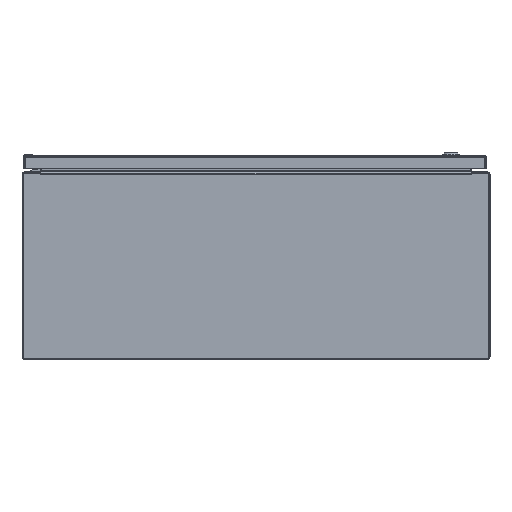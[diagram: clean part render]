
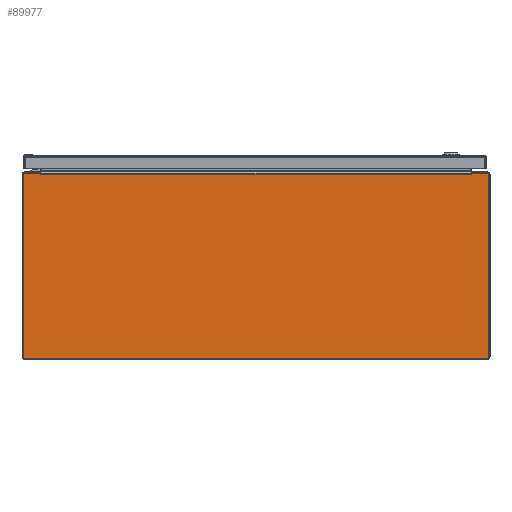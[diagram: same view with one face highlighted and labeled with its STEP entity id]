
A CAD part, front view. The second image highlights one B-rep face of the part: STEP entity #89977.
In plain terms, the highlighted planar face has unit normal (0, -1, 0).
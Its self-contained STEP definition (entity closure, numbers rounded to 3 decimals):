
#486 = CARTESIAN_POINT ( 'NONE',  ( 13.828, -24., 5.937 ) ) ;
#1949 = VERTEX_POINT ( 'NONE', #111924 ) ;
#2600 = CIRCLE ( 'NONE', #71777, 0.08 ) ;
#5538 = ORIENTED_EDGE ( 'NONE', *, *, #5625, .T. ) ;
#5625 = EDGE_CURVE ( 'NONE', #119846, #12936, #103609, .T. ) ;
#6311 = VECTOR ( 'NONE', #19153, 39.37 ) ;
#6416 = DIRECTION ( 'NONE',  ( 0., -1., 0. ) ) ;
#6914 = ORIENTED_EDGE ( 'NONE', *, *, #45740, .T. ) ;
#8018 = CARTESIAN_POINT ( 'NONE',  ( 13.806, -24., 5.855 ) ) ;
#8060 = ORIENTED_EDGE ( 'NONE', *, *, #51419, .T. ) ;
#8355 = CARTESIAN_POINT ( 'NONE',  ( 0., -24., 0. ) ) ;
#8383 = DIRECTION ( 'NONE',  ( -0.174, 0., 0.985 ) ) ;
#9019 = DIRECTION ( 'NONE',  ( -1., 0., 0. ) ) ;
#9834 = CARTESIAN_POINT ( 'NONE',  ( 13.798, -24., 5.855 ) ) ;
#9886 = LINE ( 'NONE', #51820, #50832 ) ;
#11524 = VERTEX_POINT ( 'NONE', #17752 ) ;
#12936 = VERTEX_POINT ( 'NONE', #119532 ) ;
#13418 = VERTEX_POINT ( 'NONE', #123249 ) ;
#13522 = VERTEX_POINT ( 'NONE', #486 ) ;
#13820 = CARTESIAN_POINT ( 'NONE',  ( 0., -24., 5.937 ) ) ;
#16355 = VECTOR ( 'NONE', #27362, 39.37 ) ;
#17752 = CARTESIAN_POINT ( 'NONE',  ( 14.937, -24., -5.857 ) ) ;
#19153 = DIRECTION ( 'NONE',  ( 0., 0., 1. ) ) ;
#19546 = CIRCLE ( 'NONE', #92798, 0.08 ) ;
#19638 = CARTESIAN_POINT ( 'NONE',  ( 14.857, -24., 5.857 ) ) ;
#21202 = CARTESIAN_POINT ( 'NONE',  ( -14.937, -24., 5.857 ) ) ;
#21851 = CARTESIAN_POINT ( 'NONE',  ( 14.857, -24., -5.937 ) ) ;
#23180 = EDGE_CURVE ( 'NONE', #1949, #57747, #72836, .T. ) ;
#25904 = EDGE_CURVE ( 'NONE', #101135, #121882, #2600, .T. ) ;
#26029 = VECTOR ( 'NONE', #73219, 39.37 ) ;
#26056 = DIRECTION ( 'NONE',  ( -0.174, 0., -0.985 ) ) ;
#27362 = DIRECTION ( 'NONE',  ( -1., 0., 0. ) ) ;
#29181 = EDGE_CURVE ( 'NONE', #121882, #13522, #113182, .T. ) ;
#29341 = ORIENTED_EDGE ( 'NONE', *, *, #124273, .T. ) ;
#30325 = VERTEX_POINT ( 'NONE', #31130 ) ;
#31130 = CARTESIAN_POINT ( 'NONE',  ( 13.814, -24., 5.855 ) ) ;
#35496 = EDGE_CURVE ( 'NONE', #127378, #98877, #59402, .T. ) ;
#35711 = DIRECTION ( 'NONE',  ( 0., -1., 0. ) ) ;
#37617 = ORIENTED_EDGE ( 'NONE', *, *, #29181, .T. ) ;
#37813 = EDGE_CURVE ( 'NONE', #98877, #13418, #86988, .T. ) ;
#38405 = EDGE_CURVE ( 'NONE', #12936, #127378, #114318, .T. ) ;
#39124 = DIRECTION ( 'NONE',  ( 0., 0., -1. ) ) ;
#40533 = ORIENTED_EDGE ( 'NONE', *, *, #23180, .T. ) ;
#40602 = DIRECTION ( 'NONE',  ( 0., 0., -1. ) ) ;
#43939 = VERTEX_POINT ( 'NONE', #9834 ) ;
#45740 = EDGE_CURVE ( 'NONE', #43939, #1949, #81116, .T. ) ;
#47369 = CARTESIAN_POINT ( 'NONE',  ( 14.937, -24., 0. ) ) ;
#47368 = DIRECTION ( 'NONE',  ( -1., 0., 0. ) ) ;
#47700 = EDGE_LOOP ( 'NONE', ( #5538, #124882, #56369, #87730, #66420, #87124, #29341, #90775, #37617, #8060, #92711, #6914, #40533, #64744 ) ) ;
#50173 = CARTESIAN_POINT ( 'NONE',  ( 14.937, -24., 5.857 ) ) ;
#50832 = VECTOR ( 'NONE', #89903, 39.37 ) ;
#51419 = EDGE_CURVE ( 'NONE', #13522, #30325, #103456, .T. ) ;
#51820 = CARTESIAN_POINT ( 'NONE',  ( 0., -24., -5.937 ) ) ;
#54444 = CARTESIAN_POINT ( 'NONE',  ( 0., -24., 5.855 ) ) ;
#54813 = DIRECTION ( 'NONE',  ( 0., 0., -1. ) ) ;
#56369 = ORIENTED_EDGE ( 'NONE', *, *, #35496, .T. ) ;
#57125 = CARTESIAN_POINT ( 'NONE',  ( -13.828, -24., 5.937 ) ) ;
#57747 = VERTEX_POINT ( 'NONE', #74255 ) ;
#59402 = LINE ( 'NONE', #79751, #95482 ) ;
#64744 = ORIENTED_EDGE ( 'NONE', *, *, #94719, .T. ) ;
#66112 = CARTESIAN_POINT ( 'NONE',  ( -13.814, -24., 5.855 ) ) ;
#66420 = ORIENTED_EDGE ( 'NONE', *, *, #95484, .T. ) ;
#69286 = VECTOR ( 'NONE', #47368, 39.37 ) ;
#71777 = AXIS2_PLACEMENT_3D ( 'NONE', #19638, #121217, #40602 ) ;
#72260 = VECTOR ( 'NONE', #9019, 39.37 ) ;
#72836 = LINE ( 'NONE', #54444, #115763 ) ;
#73219 = DIRECTION ( 'NONE',  ( -1., 0., 0. ) ) ;
#74255 = CARTESIAN_POINT ( 'NONE',  ( -13.814, -24., 5.855 ) ) ;
#76870 = LINE ( 'NONE', #8018, #69286 ) ;
#78694 = VECTOR ( 'NONE', #26056, 39.37 ) ;
#79751 = CARTESIAN_POINT ( 'NONE',  ( -14.937, -24., 0. ) ) ;
#81116 = LINE ( 'NONE', #121721, #72260 ) ;
#81650 = AXIS2_PLACEMENT_3D ( 'NONE', #8355, #6416, #39124 ) ;
#85627 = CARTESIAN_POINT ( 'NONE',  ( -14.857, -24., 5.857 ) ) ;
#86988 = CIRCLE ( 'NONE', #103714, 0.08 ) ;
#87124 = ORIENTED_EDGE ( 'NONE', *, *, #109522, .T. ) ;
#87730 = ORIENTED_EDGE ( 'NONE', *, *, #37813, .T. ) ;
#89903 = DIRECTION ( 'NONE',  ( 1., 0., 0. ) ) ;
#89977 = ADVANCED_FACE ( 'NONE', ( #128939 ), #96216, .T. ) ;
#90517 = VECTOR ( 'NONE', #8383, 39.37 ) ;
#90775 = ORIENTED_EDGE ( 'NONE', *, *, #25904, .T. ) ;
#92711 = ORIENTED_EDGE ( 'NONE', *, *, #125756, .T. ) ;
#92798 = AXIS2_PLACEMENT_3D ( 'NONE', #103266, #35711, #102626 ) ;
#93510 = CARTESIAN_POINT ( 'NONE',  ( 0., -24., 5.937 ) ) ;
#94719 = EDGE_CURVE ( 'NONE', #57747, #119846, #115917, .T. ) ;
#95482 = VECTOR ( 'NONE', #101348, 39.37 ) ;
#95484 = EDGE_CURVE ( 'NONE', #13418, #114669, #9886, .T. ) ;
#95674 = DIRECTION ( 'NONE',  ( 0., -1., 0. ) ) ;
#96216 = PLANE ( 'NONE',  #81650 ) ;
#97172 = LINE ( 'NONE', #47369, #6311 ) ;
#98877 = VERTEX_POINT ( 'NONE', #113277 ) ;
#101135 = VERTEX_POINT ( 'NONE', #50173 ) ;
#101348 = DIRECTION ( 'NONE',  ( 0., 0., -1. ) ) ;
#102626 = DIRECTION ( 'NONE',  ( 0., 0., -1. ) ) ;
#103266 = CARTESIAN_POINT ( 'NONE',  ( 14.857, -24., -5.857 ) ) ;
#103456 = LINE ( 'NONE', #126339, #78694 ) ;
#103609 = LINE ( 'NONE', #13820, #16355 ) ;
#103714 = AXIS2_PLACEMENT_3D ( 'NONE', #121476, #95674, #105501 ) ;
#105501 = DIRECTION ( 'NONE',  ( 0., 0., -1. ) ) ;
#108036 = AXIS2_PLACEMENT_3D ( 'NONE', #85627, #126240, #54813 ) ;
#109522 = EDGE_CURVE ( 'NONE', #114669, #11524, #19546, .T. ) ;
#110237 = CARTESIAN_POINT ( 'NONE',  ( 14.857, -24., 5.937 ) ) ;
#111924 = CARTESIAN_POINT ( 'NONE',  ( -13.798, -24., 5.855 ) ) ;
#113182 = LINE ( 'NONE', #93510, #26029 ) ;
#113277 = CARTESIAN_POINT ( 'NONE',  ( -14.937, -24., -5.857 ) ) ;
#114318 = CIRCLE ( 'NONE', #108036, 0.08 ) ;
#114669 = VERTEX_POINT ( 'NONE', #21851 ) ;
#115763 = VECTOR ( 'NONE', #126503, 39.37 ) ;
#115917 = LINE ( 'NONE', #66112, #90517 ) ;
#119532 = CARTESIAN_POINT ( 'NONE',  ( -14.857, -24., 5.937 ) ) ;
#119846 = VERTEX_POINT ( 'NONE', #57125 ) ;
#121217 = DIRECTION ( 'NONE',  ( 0., -1., 0. ) ) ;
#121476 = CARTESIAN_POINT ( 'NONE',  ( -14.857, -24., -5.857 ) ) ;
#121721 = CARTESIAN_POINT ( 'NONE',  ( 0., -24., 5.855 ) ) ;
#121882 = VERTEX_POINT ( 'NONE', #110237 ) ;
#123249 = CARTESIAN_POINT ( 'NONE',  ( -14.857, -24., -5.937 ) ) ;
#124273 = EDGE_CURVE ( 'NONE', #11524, #101135, #97172, .T. ) ;
#124882 = ORIENTED_EDGE ( 'NONE', *, *, #38405, .T. ) ;
#125756 = EDGE_CURVE ( 'NONE', #30325, #43939, #76870, .T. ) ;
#126240 = DIRECTION ( 'NONE',  ( 0., -1., 0. ) ) ;
#126339 = CARTESIAN_POINT ( 'NONE',  ( 13.828, -24., 5.937 ) ) ;
#126503 = DIRECTION ( 'NONE',  ( -1., 0., 0. ) ) ;
#127378 = VERTEX_POINT ( 'NONE', #21202 ) ;
#128939 = FACE_OUTER_BOUND ( 'NONE', #47700, .T. ) ;
